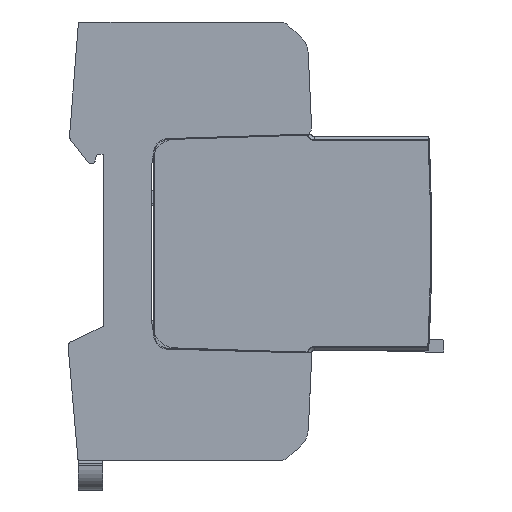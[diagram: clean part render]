
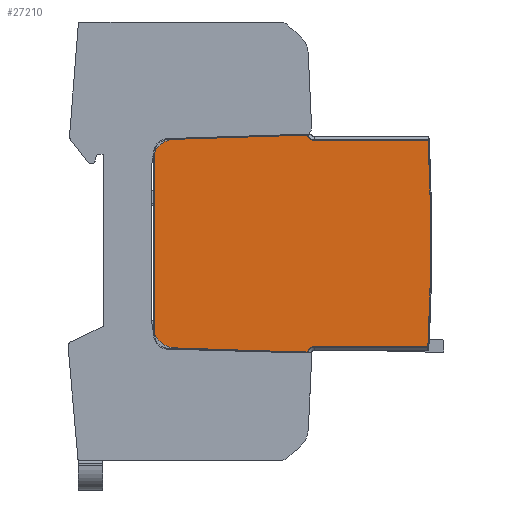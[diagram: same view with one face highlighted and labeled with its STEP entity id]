
A CAD part, left-side view. The second image highlights one B-rep face of the part: STEP entity #27210.
In plain terms, the highlighted face is planar.
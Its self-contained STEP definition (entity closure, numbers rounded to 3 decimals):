
#18406=DIRECTION('',(0.,1.,0.));
#18407=VECTOR('',#18406,0.179);
#18408=CARTESIAN_POINT('',(9.,31.503,-23.05));
#18409=LINE('',#18408,#18407);
#18422=CARTESIAN_POINT('',(9.,-342.811,0.));
#18423=DIRECTION('',(-1.,0.,0.));
#18424=DIRECTION('',(0.,0.999,0.051));
#18425=AXIS2_PLACEMENT_3D('',#18422,#18423,#18424);
#18427=CARTESIAN_POINT('',(9.,33.,-23.25));
#18428=DIRECTION('',(1.,0.,0.));
#18429=DIRECTION('',(0.,0.,1.));
#18430=AXIS2_PLACEMENT_3D('',#18427,#18428,#18429);
#18432=CARTESIAN_POINT('',(9.,33.,-23.25));
#18433=DIRECTION('',(1.,0.,0.));
#18434=DIRECTION('',(0.,-0.706,0.708));
#18435=AXIS2_PLACEMENT_3D('',#18432,#18433,#18434);
#18437=DIRECTION('',(0.,-1.,0.028));
#18438=VECTOR('',#18437,28.592);
#18439=CARTESIAN_POINT('',(9.,31.503,-23.05));
#18440=LINE('',#18439,#18438);
#18441=CARTESIAN_POINT('',(9.,3.,-19.45));
#18442=DIRECTION('',(-1.,0.,0.));
#18443=DIRECTION('',(0.,-0.028,-1.));
#18444=AXIS2_PLACEMENT_3D('',#18441,#18442,#18443);
#18446=CARTESIAN_POINT('',(9.,3.,17.844));
#18447=DIRECTION('',(-1.,0.,0.));
#18448=DIRECTION('',(0.,-1.,0.));
#18449=AXIS2_PLACEMENT_3D('',#18446,#18447,#18448);
#18451=DIRECTION('',(0.,0.999,0.032));
#18452=VECTOR('',#18451,28.606);
#18453=CARTESIAN_POINT('',(9.,2.911,20.642));
#18454=LINE('',#18453,#18452);
#18455=CARTESIAN_POINT('',(9.,33.,21.75));
#18456=DIRECTION('',(1.,0.,0.));
#18457=DIRECTION('',(0.,-0.989,-0.15));
#18458=AXIS2_PLACEMENT_3D('',#18455,#18456,#18457);
#18479=DIRECTION('',(0.,1.,0.));
#18480=VECTOR('',#18479,23.387);
#18481=CARTESIAN_POINT('',(9.,33.,-21.917));
#18482=LINE('',#18481,#18480);
#18634=DIRECTION('',(0.,-1.,0.));
#18635=VECTOR('',#18634,23.467);
#18636=CARTESIAN_POINT('',(9.,56.467,20.417));
#18637=LINE('',#18636,#18635);
#18666=DIRECTION('',(0.,-1.,0.));
#18667=VECTOR('',#18666,0.179);
#18668=CARTESIAN_POINT('',(9.,31.682,21.55));
#18669=LINE('',#18668,#18667);
#18817=DIRECTION('',(0.,0.,-1.));
#18818=VECTOR('',#18817,37.294);
#18819=CARTESIAN_POINT('',(9.,0.2,17.844));
#18820=LINE('',#18819,#18818);
#23215=CARTESIAN_POINT('',(9.,31.503,-23.05));
#23216=CARTESIAN_POINT('',(9.,31.682,-23.05));
#23217=VERTEX_POINT('',#23215);
#23218=VERTEX_POINT('',#23216);
#23219=CARTESIAN_POINT('',(9.,56.467,20.417));
#23220=CARTESIAN_POINT('',(9.,56.387,-21.917));
#23221=VERTEX_POINT('',#23219);
#23222=VERTEX_POINT('',#23220);
#23223=CARTESIAN_POINT('',(9.,33.,-21.917));
#23224=VERTEX_POINT('',#23223);
#23225=CARTESIAN_POINT('',(9.,32.058,-22.307));
#23226=VERTEX_POINT('',#23225);
#23227=CARTESIAN_POINT('',(9.,2.922,-22.249));
#23228=VERTEX_POINT('',#23227);
#23229=CARTESIAN_POINT('',(9.,0.2,-19.45));
#23230=VERTEX_POINT('',#23229);
#23231=CARTESIAN_POINT('',(9.,0.2,17.844));
#23232=VERTEX_POINT('',#23231);
#23233=CARTESIAN_POINT('',(9.,2.911,20.642));
#23234=VERTEX_POINT('',#23233);
#23235=CARTESIAN_POINT('',(9.,31.503,21.55));
#23236=VERTEX_POINT('',#23235);
#23237=CARTESIAN_POINT('',(9.,31.682,21.55));
#23238=VERTEX_POINT('',#23237);
#23239=CARTESIAN_POINT('',(9.,33.,20.417));
#23240=VERTEX_POINT('',#23239);
#27178=CARTESIAN_POINT('',(9.,0.,20.75));
#27179=DIRECTION('',(1.,0.,0.));
#27180=DIRECTION('',(0.,0.,-1.));
#27181=AXIS2_PLACEMENT_3D('',#27178,#27179,#27180);
#27182=PLANE('',#27181);
#27184=ORIENTED_EDGE('',*,*,#27183,.T.);
#27186=ORIENTED_EDGE('',*,*,#27185,.F.);
#27188=ORIENTED_EDGE('',*,*,#27187,.T.);
#27190=ORIENTED_EDGE('',*,*,#27189,.T.);
#27191=ORIENTED_EDGE('',*,*,#27161,.F.);
#27193=ORIENTED_EDGE('',*,*,#27192,.T.);
#27195=ORIENTED_EDGE('',*,*,#27194,.T.);
#27197=ORIENTED_EDGE('',*,*,#27196,.F.);
#27199=ORIENTED_EDGE('',*,*,#27198,.T.);
#27201=ORIENTED_EDGE('',*,*,#27200,.T.);
#27203=ORIENTED_EDGE('',*,*,#27202,.F.);
#27205=ORIENTED_EDGE('',*,*,#27204,.T.);
#27207=ORIENTED_EDGE('',*,*,#27206,.F.);
#27208=EDGE_LOOP('',(#27184,#27186,#27188,#27190,#27191,#27193,#27195,#27197,
#27199,#27201,#27203,#27205,#27207));
#27209=FACE_OUTER_BOUND('',#27208,.F.);
#18426=CIRCLE('',#18425,399.8);
#18431=CIRCLE('',#18430,1.333);
#18436=CIRCLE('',#18435,1.333);
#18445=CIRCLE('',#18444,2.8);
#18450=CIRCLE('',#18449,2.8);
#18459=CIRCLE('',#18458,1.333);
#27161=EDGE_CURVE('',#23217,#23218,#18409,.T.);
#27183=EDGE_CURVE('',#23221,#23222,#18426,.T.);
#27185=EDGE_CURVE('',#23224,#23222,#18482,.T.);
#27187=EDGE_CURVE('',#23224,#23226,#18431,.T.);
#27189=EDGE_CURVE('',#23226,#23218,#18436,.T.);
#27192=EDGE_CURVE('',#23217,#23228,#18440,.T.);
#27194=EDGE_CURVE('',#23228,#23230,#18445,.T.);
#27196=EDGE_CURVE('',#23232,#23230,#18820,.T.);
#27198=EDGE_CURVE('',#23232,#23234,#18450,.T.);
#27200=EDGE_CURVE('',#23234,#23236,#18454,.T.);
#27202=EDGE_CURVE('',#23238,#23236,#18669,.T.);
#27204=EDGE_CURVE('',#23238,#23240,#18459,.T.);
#27206=EDGE_CURVE('',#23221,#23240,#18637,.T.);
#27210=ADVANCED_FACE('',(#27209),#27182,.T.);
